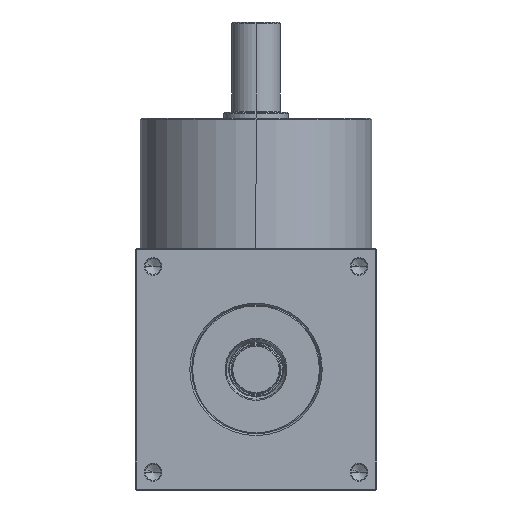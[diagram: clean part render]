
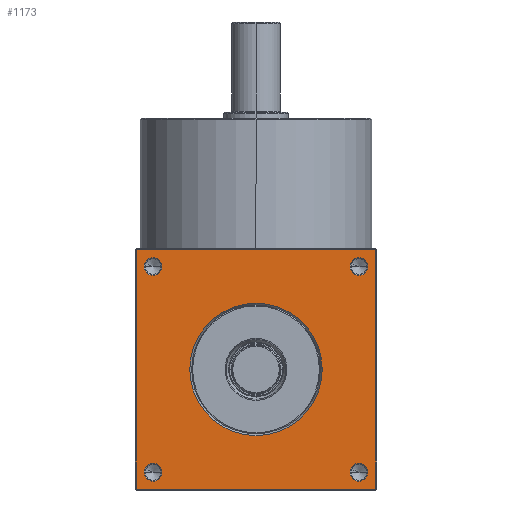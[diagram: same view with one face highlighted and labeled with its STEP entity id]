
A CAD part, left-side view. The second image highlights one B-rep face of the part: STEP entity #1173.
In plain terms, the highlighted planar face has unit normal (-1, 0, 0).
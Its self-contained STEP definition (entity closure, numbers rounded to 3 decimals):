
#1173=ADVANCED_FACE('',(#2467,#2468,#2469,#2470,#2471,#2472),#2473,.T.);
#2467=FACE_OUTER_BOUND('',#5461,.T.);
#2468=FACE_BOUND('',#5462,.T.);
#2469=FACE_BOUND('',#5463,.T.);
#2470=FACE_BOUND('',#5464,.T.);
#2471=FACE_BOUND('',#5465,.T.);
#2472=FACE_BOUND('',#5466,.T.);
#2473=PLANE('',#5467);
#5461=EDGE_LOOP('',(#8057,#8058,#8059,#8060));
#5462=EDGE_LOOP('',(#8061,#8062));
#5463=EDGE_LOOP('',(#8063,#8064));
#5464=EDGE_LOOP('',(#8065,#8066));
#5465=EDGE_LOOP('',(#8067,#8068));
#5466=EDGE_LOOP('',(#8069,#8070));
#5467=AXIS2_PLACEMENT_3D('',#8071,#8072,#8073);
#8057=ORIENTED_EDGE('',*,*,#9393,.F.);
#8058=ORIENTED_EDGE('',*,*,#9394,.F.);
#8059=ORIENTED_EDGE('',*,*,#9395,.F.);
#8060=ORIENTED_EDGE('',*,*,#9396,.F.);
#8061=ORIENTED_EDGE('',*,*,#9397,.F.);
#8062=ORIENTED_EDGE('',*,*,#8550,.F.);
#8063=ORIENTED_EDGE('',*,*,#9398,.F.);
#8064=ORIENTED_EDGE('',*,*,#8532,.F.);
#8065=ORIENTED_EDGE('',*,*,#9399,.F.);
#8066=ORIENTED_EDGE('',*,*,#8496,.F.);
#8067=ORIENTED_EDGE('',*,*,#9400,.F.);
#8068=ORIENTED_EDGE('',*,*,#8541,.F.);
#8069=ORIENTED_EDGE('',*,*,#9391,.F.);
#8070=ORIENTED_EDGE('',*,*,#8559,.F.);
#8071=CARTESIAN_POINT('',(-42.5,-37.5,0.0));
#8072=DIRECTION('',(-1.0,0.0,0.0));
#8073=DIRECTION('',(0.0,0.0,1.0));
#8496=EDGE_CURVE('',#9646,#9649,#9650,.T.);
#8532=EDGE_CURVE('',#9706,#9708,#9709,.T.);
#8541=EDGE_CURVE('',#9719,#9721,#9722,.T.);
#8550=EDGE_CURVE('',#9732,#9734,#9735,.T.);
#8559=EDGE_CURVE('',#9745,#9747,#9748,.T.);
#9391=EDGE_CURVE('',#9747,#9745,#10920,.T.);
#9393=EDGE_CURVE('',#10922,#10923,#10924,.T.);
#9394=EDGE_CURVE('',#10925,#10922,#10926,.T.);
#9395=EDGE_CURVE('',#10927,#10925,#10928,.T.);
#9396=EDGE_CURVE('',#10923,#10927,#10929,.T.);
#9397=EDGE_CURVE('',#9734,#9732,#10930,.T.);
#9398=EDGE_CURVE('',#9708,#9706,#10931,.T.);
#9399=EDGE_CURVE('',#9649,#9646,#10932,.T.);
#9400=EDGE_CURVE('',#9721,#9719,#10933,.T.);
#9646=VERTEX_POINT('',#11281);
#9649=VERTEX_POINT('',#11285);
#9650=CIRCLE('',#11286,20.577);
#9706=VERTEX_POINT('',#11357);
#9708=VERTEX_POINT('',#11360);
#9709=CIRCLE('',#11361,2.759);
#9719=VERTEX_POINT('',#11374);
#9721=VERTEX_POINT('',#11377);
#9722=CIRCLE('',#11378,2.759);
#9732=VERTEX_POINT('',#11391);
#9734=VERTEX_POINT('',#11394);
#9735=CIRCLE('',#11395,2.759);
#9745=VERTEX_POINT('',#11408);
#9747=VERTEX_POINT('',#11411);
#9748=CIRCLE('',#11412,2.759);
#10920=CIRCLE('',#13563,2.759);
#10922=VERTEX_POINT('',#13565);
#10923=VERTEX_POINT('',#13566);
#10924=LINE('',#13567,#13568);
#10925=VERTEX_POINT('',#13569);
#10926=LINE('',#13570,#13571);
#10927=VERTEX_POINT('',#13572);
#10928=LINE('',#13573,#13574);
#10929=LINE('',#13575,#13576);
#10930=CIRCLE('',#13577,2.759);
#10931=CIRCLE('',#13578,2.759);
#10932=CIRCLE('',#13579,20.577);
#10933=CIRCLE('',#13580,2.759);
#11281=CARTESIAN_POINT('',(-42.5,0.,-20.577));
#11285=CARTESIAN_POINT('',(-42.5,0.,20.577));
#11286=AXIS2_PLACEMENT_3D('',#13825,#13826,#13827);
#11357=CARTESIAN_POINT('',(-42.5,29.242,32.0));
#11360=CARTESIAN_POINT('',(-42.5,34.759,32.0));
#11361=AXIS2_PLACEMENT_3D('',#13877,#13878,#13879);
#11374=CARTESIAN_POINT('',(-42.5,-34.759,32.0));
#11377=CARTESIAN_POINT('',(-42.5,-29.242,32.0));
#11378=AXIS2_PLACEMENT_3D('',#13890,#13891,#13892);
#11391=CARTESIAN_POINT('',(-42.5,29.242,-32.0));
#11394=CARTESIAN_POINT('',(-42.5,34.759,-32.0));
#11395=AXIS2_PLACEMENT_3D('',#13903,#13904,#13905);
#11408=CARTESIAN_POINT('',(-42.5,-34.759,-32.0));
#11411=CARTESIAN_POINT('',(-42.5,-29.242,-32.0));
#11412=AXIS2_PLACEMENT_3D('',#13916,#13917,#13918);
#13563=AXIS2_PLACEMENT_3D('',#14661,#14662,#14663);
#13565=CARTESIAN_POINT('',(-42.5,-37.2,37.2));
#13566=CARTESIAN_POINT('',(-42.5,-37.2,-37.2));
#13567=CARTESIAN_POINT('',(-42.5,-37.2,37.2));
#13568=VECTOR('',#14664,74.4);
#13569=CARTESIAN_POINT('',(-42.5,37.2,37.2));
#13570=CARTESIAN_POINT('',(-42.5,37.2,37.2));
#13571=VECTOR('',#14665,74.4);
#13572=CARTESIAN_POINT('',(-42.5,37.2,-37.2));
#13573=CARTESIAN_POINT('',(-42.5,37.2,-37.2));
#13574=VECTOR('',#14666,74.4);
#13575=CARTESIAN_POINT('',(-42.5,-37.2,-37.2));
#13576=VECTOR('',#14667,74.4);
#13577=AXIS2_PLACEMENT_3D('',#14668,#14669,#14670);
#13578=AXIS2_PLACEMENT_3D('',#14671,#14672,#14673);
#13579=AXIS2_PLACEMENT_3D('',#14674,#14675,#14676);
#13580=AXIS2_PLACEMENT_3D('',#14677,#14678,#14679);
#13825=CARTESIAN_POINT('',(-42.5,0.,0.0));
#13826=DIRECTION('',(-1.0,0.0,0.0));
#13827=DIRECTION('',(0.0,0.0,-1.0));
#13877=CARTESIAN_POINT('',(-42.5,32.0,32.0));
#13878=DIRECTION('',(-1.0,0.0,0.0));
#13879=DIRECTION('',(0.0,-1.0,0.0));
#13890=CARTESIAN_POINT('',(-42.5,-32.0,32.0));
#13891=DIRECTION('',(-1.0,0.0,0.0));
#13892=DIRECTION('',(0.0,-1.0,0.0));
#13903=CARTESIAN_POINT('',(-42.5,32.0,-32.0));
#13904=DIRECTION('',(-1.0,0.0,0.0));
#13905=DIRECTION('',(0.0,-1.0,0.0));
#13916=CARTESIAN_POINT('',(-42.5,-32.0,-32.0));
#13917=DIRECTION('',(-1.0,0.0,0.0));
#13918=DIRECTION('',(0.0,-1.0,0.0));
#14661=CARTESIAN_POINT('',(-42.5,-32.0,-32.0));
#14662=DIRECTION('',(-1.0,0.0,0.0));
#14663=DIRECTION('',(0.0,-1.0,0.0));
#14664=DIRECTION('',(0.0,0.0,-1.0));
#14665=DIRECTION('',(0.0,-1.0,0.0));
#14666=DIRECTION('',(0.0,0.0,1.0));
#14667=DIRECTION('',(0.0,1.0,0.0));
#14668=CARTESIAN_POINT('',(-42.5,32.0,-32.0));
#14669=DIRECTION('',(-1.0,0.0,0.0));
#14670=DIRECTION('',(0.0,-1.0,0.0));
#14671=CARTESIAN_POINT('',(-42.5,32.0,32.0));
#14672=DIRECTION('',(-1.0,0.0,0.0));
#14673=DIRECTION('',(0.0,-1.0,0.0));
#14674=CARTESIAN_POINT('',(-42.5,0.,0.0));
#14675=DIRECTION('',(-1.0,0.0,0.0));
#14676=DIRECTION('',(0.0,0.0,-1.0));
#14677=CARTESIAN_POINT('',(-42.5,-32.0,32.0));
#14678=DIRECTION('',(-1.0,0.0,0.0));
#14679=DIRECTION('',(0.0,-1.0,0.0));
